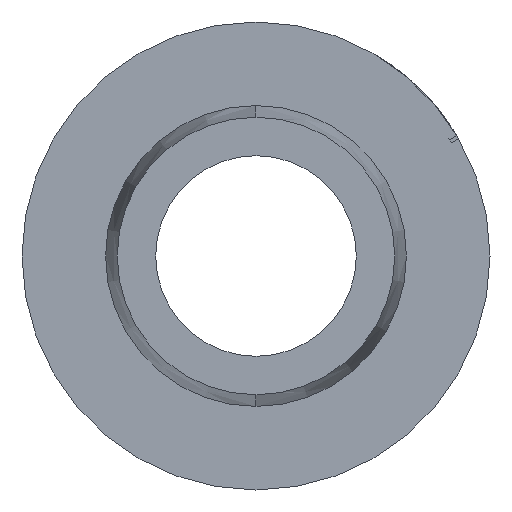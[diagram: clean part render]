
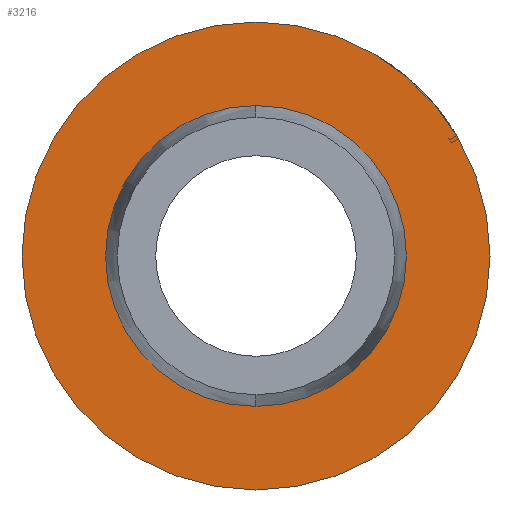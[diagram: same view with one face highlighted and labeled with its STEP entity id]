
A CAD part, left-side view. The second image highlights one B-rep face of the part: STEP entity #3216.
In plain terms, the highlighted planar face has unit normal (-1, 0, 0).
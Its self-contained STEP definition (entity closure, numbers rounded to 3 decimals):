
#275 = AXIS2_PLACEMENT_3D ( 'NONE', #816, #2697, #4658 ) ;
#337 = DIRECTION ( 'NONE',  ( 1., 0., 0. ) ) ;
#399 = VERTEX_POINT ( 'NONE', #1598 ) ;
#541 = ORIENTED_EDGE ( 'NONE', *, *, #1407, .T. ) ;
#725 = CARTESIAN_POINT ( 'NONE',  ( 19., 0., 0. ) ) ;
#816 = CARTESIAN_POINT ( 'NONE',  ( 19., 0., 0. ) ) ;
#822 = EDGE_LOOP ( 'NONE', ( #541, #6042 ) ) ;
#1170 = DIRECTION ( 'NONE',  ( 0., 0., 1. ) ) ;
#1278 = VERTEX_POINT ( 'NONE', #2602 ) ;
#1384 = PLANE ( 'NONE',  #5516 ) ;
#1407 = EDGE_CURVE ( 'NONE', #399, #4496, #3034, .T. ) ;
#1598 = CARTESIAN_POINT ( 'NONE',  ( 19., 0., 7. ) ) ;
#1732 = FACE_OUTER_BOUND ( 'NONE', #822, .T. ) ;
#1846 = CIRCLE ( 'NONE', #3318, 4.5 ) ;
#1900 = ORIENTED_EDGE ( 'NONE', *, *, #5431, .F. ) ;
#1930 = EDGE_CURVE ( 'NONE', #4496, #399, #2238, .T. ) ;
#2184 = ORIENTED_EDGE ( 'NONE', *, *, #4776, .F. ) ;
#2238 = CIRCLE ( 'NONE', #3538, 7. ) ;
#2443 = DIRECTION ( 'NONE',  ( 0., 0., 1. ) ) ;
#2602 = CARTESIAN_POINT ( 'NONE',  ( 19., 0., 4.5 ) ) ;
#2697 = DIRECTION ( 'NONE',  ( -1., 0., 0. ) ) ;
#2800 = FACE_BOUND ( 'NONE', #2803, .T. ) ;
#2803 = EDGE_LOOP ( 'NONE', ( #2184, #1900 ) ) ;
#2907 = CARTESIAN_POINT ( 'NONE',  ( 19., 0., 0. ) ) ;
#3034 = CIRCLE ( 'NONE', #275, 7. ) ;
#3216 = ADVANCED_FACE ( 'NONE', ( #2800, #1732 ), #1384, .F. ) ;
#3318 = AXIS2_PLACEMENT_3D ( 'NONE', #2907, #4898, #2443 ) ;
#3429 = AXIS2_PLACEMENT_3D ( 'NONE', #5049, #5782, #4760 ) ;
#3538 = AXIS2_PLACEMENT_3D ( 'NONE', #725, #4532, #1170 ) ;
#3703 = CARTESIAN_POINT ( 'NONE',  ( 19., 4.5, 0. ) ) ;
#4496 = VERTEX_POINT ( 'NONE', #5930 ) ;
#4532 = DIRECTION ( 'NONE',  ( -1., 0., 0. ) ) ;
#4612 = CIRCLE ( 'NONE', #3429, 4.5 ) ;
#4658 = DIRECTION ( 'NONE',  ( 0., 0., 1. ) ) ;
#4760 = DIRECTION ( 'NONE',  ( 0., 0., 1. ) ) ;
#4776 = EDGE_CURVE ( 'NONE', #1278, #5877, #4612, .T. ) ;
#4898 = DIRECTION ( 'NONE',  ( -1., 0., 0. ) ) ;
#5049 = CARTESIAN_POINT ( 'NONE',  ( 19., 0., 0. ) ) ;
#5431 = EDGE_CURVE ( 'NONE', #5877, #1278, #1846, .T. ) ;
#5507 = DIRECTION ( 'NONE',  ( 0., 0., -1. ) ) ;
#5516 = AXIS2_PLACEMENT_3D ( 'NONE', #3703, #337, #5507 ) ;
#5782 = DIRECTION ( 'NONE',  ( -1., 0., 0. ) ) ;
#5877 = VERTEX_POINT ( 'NONE', #6080 ) ;
#5930 = CARTESIAN_POINT ( 'NONE',  ( 19., 0., -7. ) ) ;
#6042 = ORIENTED_EDGE ( 'NONE', *, *, #1930, .T. ) ;
#6080 = CARTESIAN_POINT ( 'NONE',  ( 19., 0., -4.5 ) ) ;
